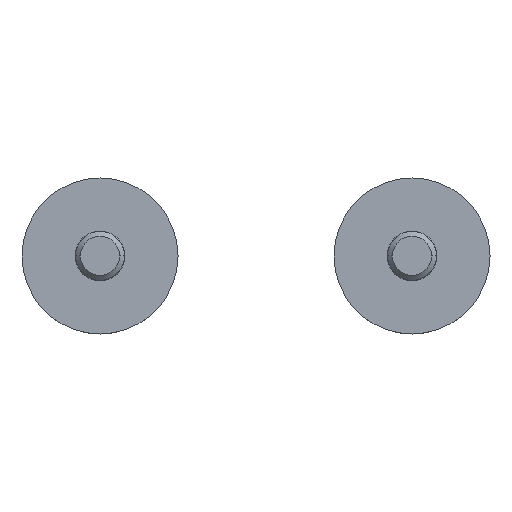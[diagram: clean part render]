
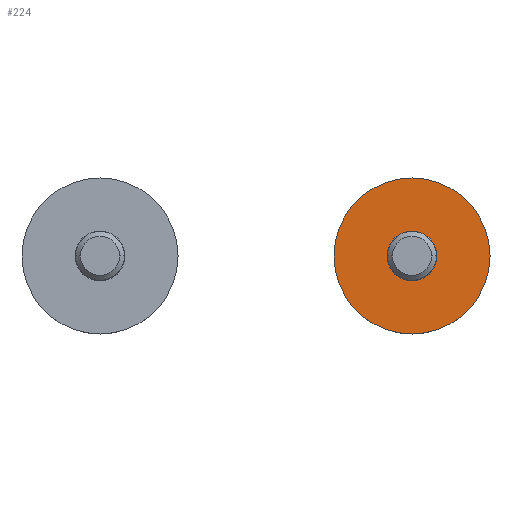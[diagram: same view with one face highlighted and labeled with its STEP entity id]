
A CAD part, top view. The second image highlights one B-rep face of the part: STEP entity #224.
In plain terms, the highlighted planar face has unit normal (0, 0, 1).
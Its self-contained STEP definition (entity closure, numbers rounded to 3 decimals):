
#70=CARTESIAN_POINT('',(24.0,0.0,-1.6));
#71=VERTEX_POINT('',#70);
#80=CARTESIAN_POINT('',(8.0,0.,-1.6));
#81=VERTEX_POINT('',#80);
#82=CARTESIAN_POINT('',(16.0,0.0,-1.6));
#83=DIRECTION('',(0.0,0.0,1.0));
#84=DIRECTION('',(1.0,0.0,0.0));
#85=AXIS2_PLACEMENT_3D('',#82,#83,#84);
#86=CIRCLE('',#85,8.0);
#87=EDGE_CURVE('',#81,#71,#86,.T.);
#114=CARTESIAN_POINT('',(18.55,0.0,-1.6));
#115=VERTEX_POINT('',#114);
#131=CARTESIAN_POINT('',(13.45,0.,-1.6));
#132=VERTEX_POINT('',#131);
#139=CARTESIAN_POINT('',(16.0,0.0,-1.6));
#140=DIRECTION('',(0.0,0.0,-1.0));
#141=DIRECTION('',(1.0,0.0,0.0));
#142=AXIS2_PLACEMENT_3D('',#139,#140,#141);
#143=CIRCLE('',#142,2.55);
#144=EDGE_CURVE('',#115,#132,#143,.T.);
#155=CARTESIAN_POINT('',(16.0,0.0,-1.6));
#156=DIRECTION('',(0.0,0.0,-1.0));
#157=DIRECTION('',(1.0,0.0,0.0));
#158=AXIS2_PLACEMENT_3D('',#155,#156,#157);
#159=CIRCLE('',#158,2.55);
#160=EDGE_CURVE('',#132,#115,#159,.T.);
#187=CARTESIAN_POINT('',(16.0,0.0,-1.6));
#188=DIRECTION('',(0.0,0.0,1.0));
#189=DIRECTION('',(1.0,0.0,0.0));
#190=AXIS2_PLACEMENT_3D('',#187,#188,#189);
#191=CIRCLE('',#190,8.0);
#192=EDGE_CURVE('',#71,#81,#191,.T.);
#211=CARTESIAN_POINT('',(16.0,0.0,-1.6));
#212=DIRECTION('',(0.0,0.0,1.0));
#213=DIRECTION('',(1.0,0.0,0.0));
#214=AXIS2_PLACEMENT_3D('',#211,#212,#213);
#215=PLANE('',#214);
#216=ORIENTED_EDGE('',*,*,#192,.T.);
#217=ORIENTED_EDGE('',*,*,#87,.T.);
#218=EDGE_LOOP('',(#216,#217));
#219=FACE_OUTER_BOUND('',#218,.T.);
#220=ORIENTED_EDGE('',*,*,#144,.T.);
#221=ORIENTED_EDGE('',*,*,#160,.T.);
#222=EDGE_LOOP('',(#220,#221));
#223=FACE_BOUND('',#222,.T.);
#224=ADVANCED_FACE('',(#219,#223),#215,.T.);
